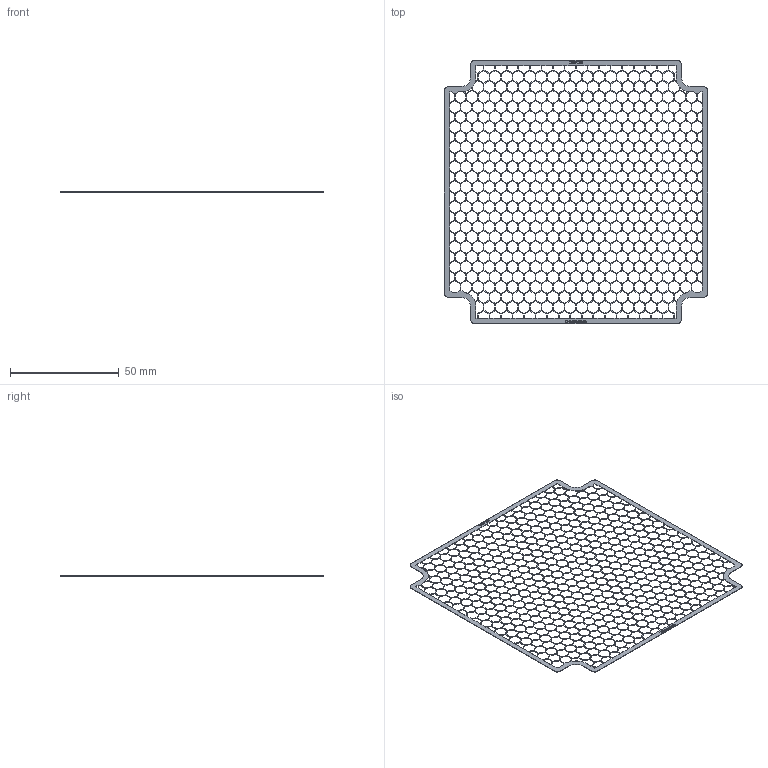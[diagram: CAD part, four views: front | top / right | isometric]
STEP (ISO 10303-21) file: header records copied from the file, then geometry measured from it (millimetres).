
FILE_DESCRIPTION (( 'STEP AP214' ), '1' );
FILE_NAME ('LEB-119-SE-50.STEP', '2013-05-16T11:43:24', ( '' ), ( '' ), 'SwSTEP 2.0', 'SolidWorks 2013', '' );
FILE_SCHEMA (( 'AUTOMOTIVE_DESIGN' ));
Length unit declared in the file: millimetre
Products named in the file (1): LEB-119-SE-50
Bounding box: 121 x 121 x 0.2 mm (x, y, z)
Volume: 513.1 mm3; surface area: 7129.2 mm2
Topology: 1 solids, 1 shells, 3658 faces, 10890 edges, 7260 vertices
Faces by surface type: plane 3452, bspline 180, cylinder 26
Entity records: 123492 total; most frequent: CARTESIAN_POINT 24149, ORIENTED_EDGE 21780, DIRECTION 17540, EDGE_CURVE 10890, VECTOR 10478, LINE 10478, VERTEX_POINT 7260, EDGE_LOOP 4810
